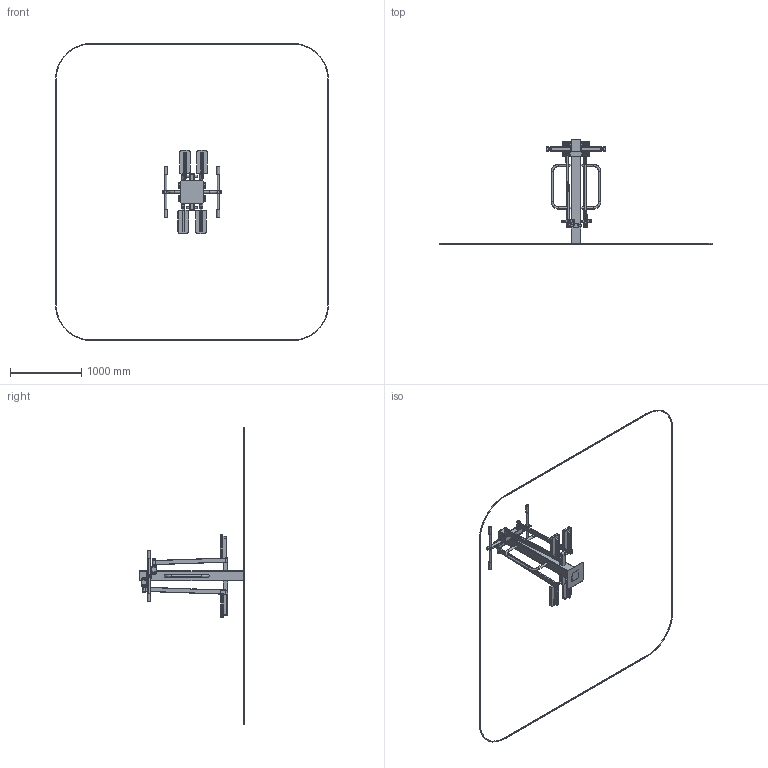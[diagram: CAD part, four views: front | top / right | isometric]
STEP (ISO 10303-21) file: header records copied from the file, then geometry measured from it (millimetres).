
FILE_DESCRIPTION(('STEP AP214'), '1');
FILE_NAME('óò-24Í', '', ('UNSPECIFIED'), ('UNSPECIFIED'), 'C3D Converter', 'C3D Toolkit', '');
FILE_SCHEMA(('AUTOMOTIVE_DESIGN { 1 0 10303 214 3 1 1}'));
Length unit declared in the file: millimetre
Products named in the file (43): УТ-02.1.14.00.00.00; УТ-02.1.14.00.00.01; КИ-009; УТ-02.1.14.01.00.00-01; УТ-02.1.14.01.01.00-01; УТ-02.1.14.01.01.04-01; УТ-02.1.14.01.01.03; ут-02 конус; УТ-02.1.14.01.00.00; УТ-02.1.14.01.01.00; УТ-02.1.14.01.01.04; УТ-23.1.14.00.01.00; УТ-27.1.14.00.01.26; 140х140х4; УТ-02.1.14.00.01.04; УТ-02.00.00.01.00; КР-209.01.02.01; УТ-06.15.00.02.01; УТ-02Н.1.14.05.00.00; УТ-18Н.1.14.05.01.00; УТ-26Н.1.14.05.01.03; УТ-18Н.1.14.05.01.04; УТ-02Н.1.14.05.01.01; ФК-03.00; ФК-03.01; ФК-03.02; ФК-03.03
Assembly tree (96 placements, depth 6):
  УТ-02.1.14.00.00.00
    УТ-02.1.14.00.00.01  x4
    КИ-009  x4
    УТ-02.1.14.01.00.00-01  x2
      УТ-02.1.14.01.01.00-01
        УТ-02.1.14.01.01.04-01
        УТ-02.1.14.01.01.03
        ут-02 конус
      (unnamed)
      (unnamed)
      (unnamed)
    УТ-02.1.14.01.00.00  x2
      УТ-02.1.14.01.01.00
        УТ-02.1.14.01.01.04
        УТ-02.1.14.01.01.03
        ут-02 конус
      (unnamed)
      (unnamed)
      (unnamed)
    УТ-23.1.14.00.01.00
      УТ-27.1.14.00.01.26
      140х140х4
      УТ-02.1.14.00.01.04  x2
      УТ-02.00.00.01.00  x4
        (unnamed)
        (unnamed)
        (unnamed)
          (unnamed)
            (unnamed)
            (unnamed)
            (unnamed)  x12
            (unnamed)  x2
          (unnamed)
          (unnamed)
      (unnamed)  x4
      (unnamed)  x2
      КР-209.01.02.01
      УТ-06.15.00.02.01  x2
    УТ-02Н.1.14.05.00.00  x2
      УТ-18Н.1.14.05.01.00
        УТ-26Н.1.14.05.01.03
        УТ-18Н.1.14.05.01.04
        УТ-02Н.1.14.05.01.01
      (unnamed)
      (unnamed)
    (unnamed)  x2
    ФК-03.00
      ФК-03.01  x4
      ФК-03.02  x8
      ФК-03.03  x4
Bounding box: 3826 x 1472 x 4169.86 mm (x, y, z)
Volume: 16374972.5 mm3; surface area: 7327974.2 mm2
Topology: 144 solids, 152 shells, 1862 faces, 4092 edges, 2528 vertices
Faces by surface type: plane 866, cylinder 644, torus 192, cone 68, sphere 52, bspline 40
Full cylindrical faces by diameter (mm): 8 x4, 10 x8, 28.4 x8, 30 x12, 32 x4, 34 x12, 35 x24, 36 x4, 36.75 x8, 40 x12, 43 x8, 46 x16, 47 x4, 48 x4, 48.25 x8, 49 x8, 50 x8, 51.5 x16, 53 x16, 55 x12, 56 x8, 58 x8, 59 x8, 63 x8
Entity records: 22343 total; most frequent: CARTESIAN_POINT 5142, DIRECTION 2646, ORIENTED_EDGE 2138, EDGE_CURVE 1069, AXIS2_PLACEMENT_3D 1027, VERTEX_POINT 740, EDGE_LOOP 713, LINE 592
